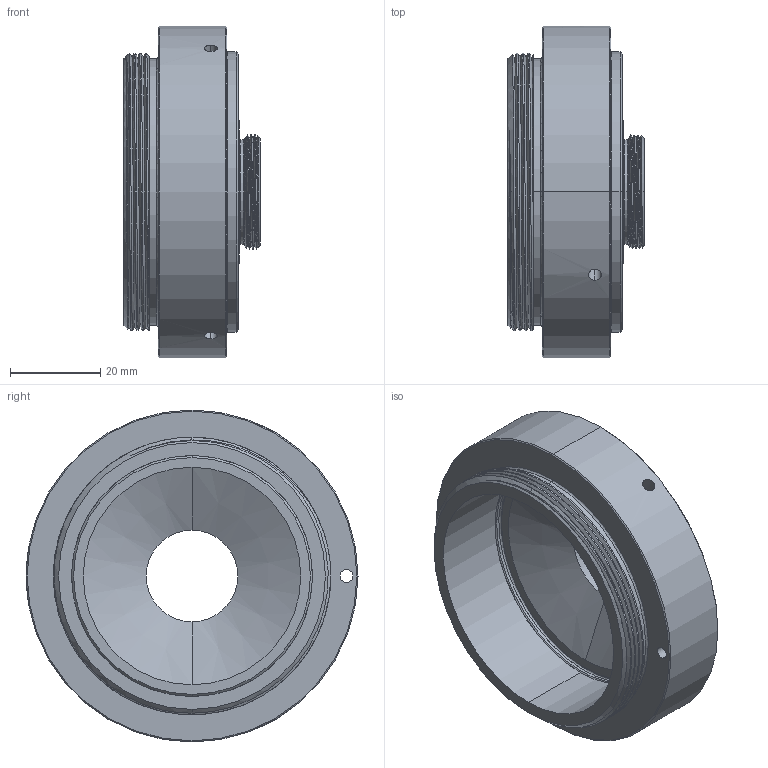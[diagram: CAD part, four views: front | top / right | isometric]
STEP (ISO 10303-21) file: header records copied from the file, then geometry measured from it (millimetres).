
FILE_DESCRIPTION (( 'STEP AP203' ), '1' );
FILE_NAME ('Web Model 59771_Default.step', '2017-08-16T18:46:27', ( '' ), ( '' ), 'SwSTEP 2.0', 'SolidWorks 2016', '' );
FILE_SCHEMA (( 'CONFIG_CONTROL_DESIGN' ));
Length unit declared in the file: millimetre
Products named in the file (1): Web Model 59771_Default
Bounding box: 30.23 x 73.66 x 73.66 mm (x, y, z)
Volume: 47729.2 mm3; surface area: 24846.8 mm2
Topology: 3 solids, 3 shells, 123 faces, 291 edges, 182 vertices
Faces by surface type: cylinder 53, cone 33, bspline 23, plane 14
Entity records: 6962 total; most frequent: CARTESIAN_POINT 4253, ORIENTED_EDGE 582, DIRECTION 518, EDGE_CURVE 291, AXIS2_PLACEMENT_3D 217, VERTEX_POINT 182, EDGE_LOOP 145, FACE_OUTER_BOUND 123
